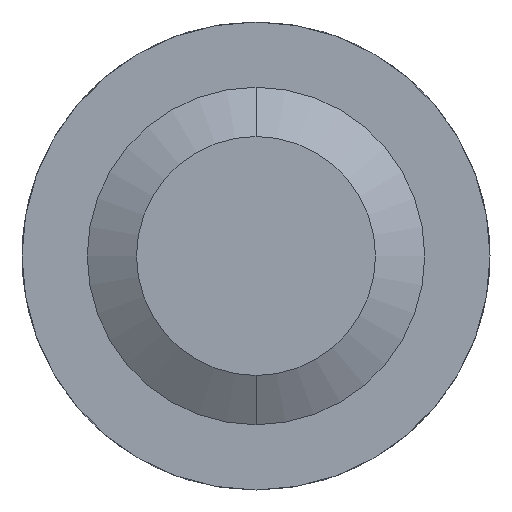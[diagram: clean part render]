
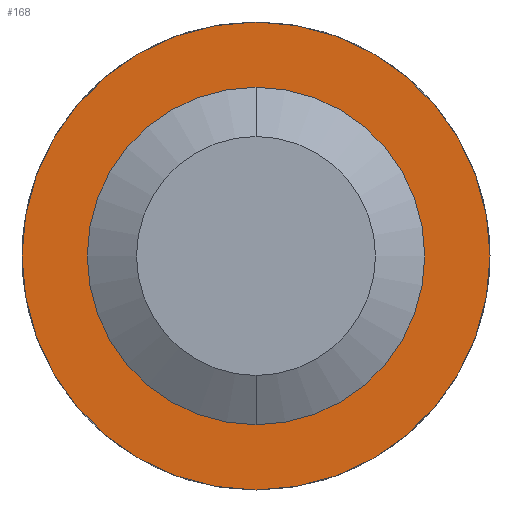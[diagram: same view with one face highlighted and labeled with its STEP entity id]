
A CAD part, front view. The second image highlights one B-rep face of the part: STEP entity #168.
In plain terms, the highlighted planar face has unit normal (0, -1, 0).
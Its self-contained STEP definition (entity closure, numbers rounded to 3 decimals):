
#159 = AXIS2_PLACEMENT_3D ( 'NONE', #891, #2092, #2683 ) ;
#168 = ADVANCED_FACE ( 'Defeature ausgef�hrt1_5', ( #921, #3487 ), #3168, .F. ) ;
#264 = DIRECTION ( 'NONE',  ( 0., 0., 1. ) ) ;
#290 = AXIS2_PLACEMENT_3D ( 'NONE', #645, #906, #323 ) ;
#323 = DIRECTION ( 'NONE',  ( 0., 0., 1. ) ) ;
#433 = DIRECTION ( 'NONE',  ( 0., 0., 1. ) ) ;
#626 = EDGE_CURVE ( 'Defeature ausgef�hrt1_4+Defeature ausgef�hrt1_5+Defeature ausgef�hrt1_5+Defeature ausgef�hrt1_5', #1266, #2394, #3348, .T. ) ;
#645 = CARTESIAN_POINT ( 'NONE',  ( 0., -2.5, 0. ) ) ;
#646 = CIRCLE ( 'NONE', #290, 0.95 ) ;
#791 = ORIENTED_EDGE ( 'NONE', *, *, #2682, .T. ) ;
#806 = AXIS2_PLACEMENT_3D ( 'NONE', #1383, #834, #1397 ) ;
#822 = CARTESIAN_POINT ( 'NONE',  ( 0., -2.5, 0.95 ) ) ;
#826 = CARTESIAN_POINT ( 'NONE',  ( 0.95, -2.5, 0. ) ) ;
#834 = DIRECTION ( 'NONE',  ( 0., 1., 0. ) ) ;
#891 = CARTESIAN_POINT ( 'NONE',  ( 0., -2.5, 0. ) ) ;
#906 = DIRECTION ( 'NONE',  ( 0., 1., 0. ) ) ;
#921 = FACE_OUTER_BOUND ( 'NONE', #2425, .T. ) ;
#979 = CARTESIAN_POINT ( 'NONE',  ( 0., -2.5, 0.685 ) ) ;
#1042 = EDGE_CURVE ( 'Defeature ausgef�hrt1_5+Defeature ausgef�hrt1_6+Defeature ausgef�hrt1_6+Defeature ausgef�hrt1_6', #1125, #3558, #2218, .T. ) ;
#1125 = VERTEX_POINT ( 'NONE', #979 ) ;
#1266 = VERTEX_POINT ( 'NONE', #822 ) ;
#1383 = CARTESIAN_POINT ( 'NONE',  ( 0., -2.5, 0. ) ) ;
#1397 = DIRECTION ( 'NONE',  ( 0., 0., 1. ) ) ;
#1459 = ORIENTED_EDGE ( 'NONE', *, *, #626, .F. ) ;
#1657 = CARTESIAN_POINT ( 'NONE',  ( 0., -2.5, -0.95 ) ) ;
#1749 = DIRECTION ( 'NONE',  ( 0., 1., 0. ) ) ;
#1790 = ORIENTED_EDGE ( 'NONE', *, *, #2734, .F. ) ;
#1910 = CARTESIAN_POINT ( 'NONE',  ( 0., -2.5, -0.685 ) ) ;
#2092 = DIRECTION ( 'NONE',  ( 0., 1., 0. ) ) ;
#2218 = CIRCLE ( 'NONE', #3730, 0.685 ) ;
#2394 = VERTEX_POINT ( 'NONE', #1657 ) ;
#2425 = EDGE_LOOP ( 'NONE', ( #1459, #1790 ) ) ;
#2682 = EDGE_CURVE ( 'Defeature ausgef�hrt1_5+Defeature ausgef�hrt1_6+Defeature ausgef�hrt1_6+Defeature ausgef�hrt1_6', #3558, #1125, #2965, .T. ) ;
#2683 = DIRECTION ( 'NONE',  ( 0., 0., 1. ) ) ;
#2734 = EDGE_CURVE ( 'Defeature ausgef�hrt1_4+Defeature ausgef�hrt1_5+Defeature ausgef�hrt1_5+Defeature ausgef�hrt1_5', #2394, #1266, #646, .T. ) ;
#2783 = EDGE_LOOP ( 'NONE', ( #2981, #791 ) ) ;
#2965 = CIRCLE ( 'NONE', #159, 0.685 ) ;
#2981 = ORIENTED_EDGE ( 'NONE', *, *, #1042, .T. ) ;
#3012 = DIRECTION ( 'NONE',  ( 0., 1., 0. ) ) ;
#3168 = PLANE ( 'NONE',  #3615 ) ;
#3348 = CIRCLE ( 'NONE', #806, 0.95 ) ;
#3487 = FACE_BOUND ( 'NONE', #2783, .T. ) ;
#3558 = VERTEX_POINT ( 'NONE', #1910 ) ;
#3615 = AXIS2_PLACEMENT_3D ( 'NONE', #826, #1749, #264 ) ;
#3630 = CARTESIAN_POINT ( 'NONE',  ( 0., -2.5, 0. ) ) ;
#3730 = AXIS2_PLACEMENT_3D ( 'NONE', #3630, #3012, #433 ) ;
